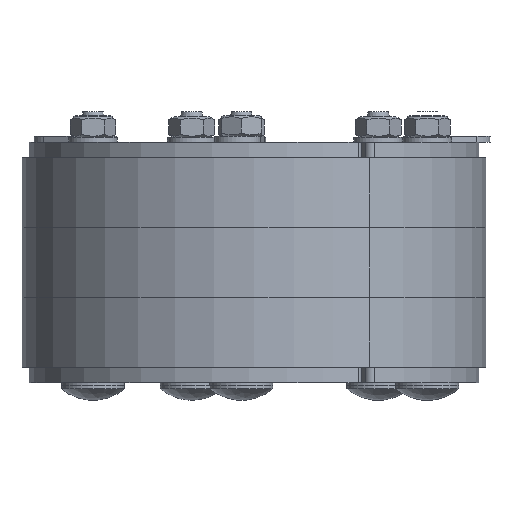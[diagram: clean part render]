
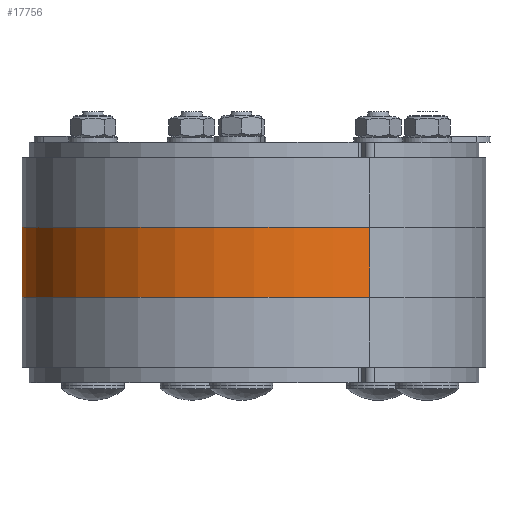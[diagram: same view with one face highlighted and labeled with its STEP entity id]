
A CAD part, front view. The second image highlights one B-rep face of the part: STEP entity #17756.
In plain terms, the highlighted cylindrical face has radius 76.25 mm (diameter 152.5 mm), a partial arc.
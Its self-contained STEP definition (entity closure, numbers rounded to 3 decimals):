
#1613=FACE_OUTER_BOUND('',#2741,.T.);
#2741=EDGE_LOOP('',(#12849,#12850,#12851,#12852));
#4057=LINE('',#27424,#5521);
#4058=LINE('',#27430,#5522);
#5521=VECTOR('',#22186,10.);
#5522=VECTOR('',#22193,10.);
#6745=CIRCLE('',#19179,76.25);
#6746=CIRCLE('',#19180,76.25);
#7765=VERTEX_POINT('',#27420);
#7766=VERTEX_POINT('',#27422);
#7767=VERTEX_POINT('',#27426);
#7768=VERTEX_POINT('',#27428);
#9581=EDGE_CURVE('',#7765,#7766,#4057,.T.);
#9582=EDGE_CURVE('',#7767,#7765,#6745,.T.);
#9583=EDGE_CURVE('',#7768,#7766,#6746,.T.);
#9584=EDGE_CURVE('',#7767,#7768,#4058,.T.);
#12849=ORIENTED_EDGE('',*,*,#9582,.T.);
#12850=ORIENTED_EDGE('',*,*,#9581,.T.);
#12851=ORIENTED_EDGE('',*,*,#9583,.F.);
#12852=ORIENTED_EDGE('',*,*,#9584,.F.);
#16094=CYLINDRICAL_SURFACE('',#19178,76.25);
#17756=ADVANCED_FACE('',(#1613),#16094,.T.);
#19178=AXIS2_PLACEMENT_3D('',#27425,#22187,#22188);
#19179=AXIS2_PLACEMENT_3D('',#27427,#22189,#22190);
#19180=AXIS2_PLACEMENT_3D('',#27429,#22191,#22192);
#22186=DIRECTION('',(0.,0.,1.));
#22187=DIRECTION('center_axis',(0.,0.,1.));
#22188=DIRECTION('ref_axis',(-0.5,0.866,0.));
#22189=DIRECTION('center_axis',(0.,0.,1.));
#22190=DIRECTION('ref_axis',(-0.5,0.866,0.));
#22191=DIRECTION('center_axis',(0.,0.,1.));
#22192=DIRECTION('ref_axis',(-0.5,0.866,0.));
#22193=DIRECTION('',(0.,0.,1.));
#27420=CARTESIAN_POINT('',(38.125,-66.034,23.));
#27422=CARTESIAN_POINT('',(38.125,-66.034,46.));
#27424=CARTESIAN_POINT('',(38.125,-66.034,23.));
#27425=CARTESIAN_POINT('Origin',(0.,0.,23.));
#27426=CARTESIAN_POINT('',(-76.25,0.,23.));
#27427=CARTESIAN_POINT('Origin',(0.,0.,23.));
#27428=CARTESIAN_POINT('',(-76.25,0.,46.));
#27429=CARTESIAN_POINT('Origin',(0.,0.,46.));
#27430=CARTESIAN_POINT('',(-76.25,0.,23.));
